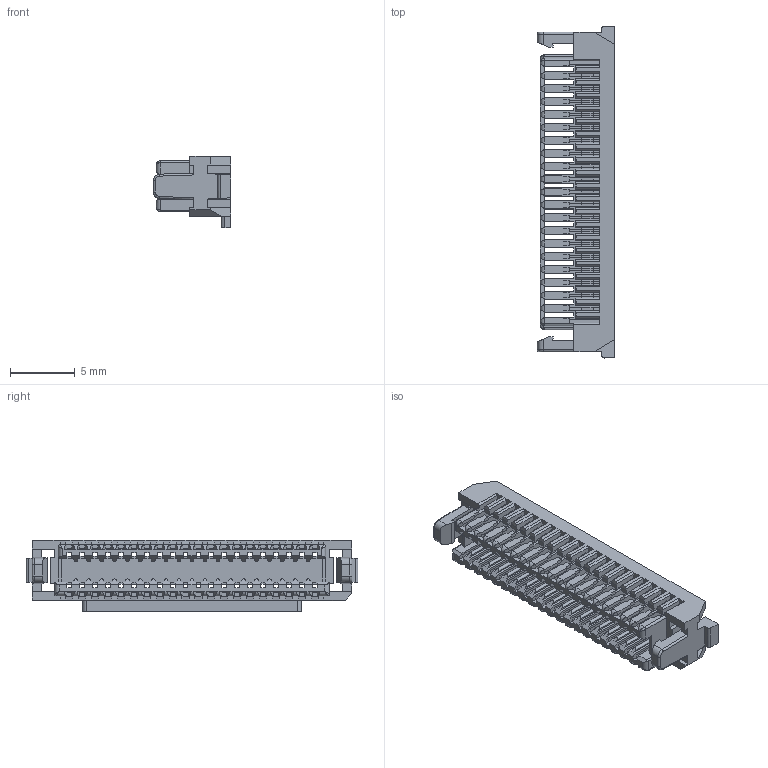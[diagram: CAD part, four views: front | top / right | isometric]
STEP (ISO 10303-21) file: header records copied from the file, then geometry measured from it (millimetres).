
FILE_DESCRIPTION (( 'STEP AP214' ), '1' );
FILE_NAME ('FHG10008-D40M2WHB.STEP', '2025-11-21T02:50:05', ( '' ), ( '' ), 'SwSTEP 2.0', 'SolidWorks 2021', '' );
FILE_SCHEMA (( 'AUTOMOTIVE_DESIGN' ));
Length unit declared in the file: millimetre
Products named in the file (1): FHG10008-D40M2WHB
Bounding box: 6 x 25.71 x 5.51 mm (x, y, z)
Volume: 261.6 mm3; surface area: 1499.4 mm2
Topology: 1 solids, 1 shells, 1835 faces, 5440 edges, 3484 vertices
Faces by surface type: plane 1721, cylinder 104, torus 6, bspline 4
Entity records: 60654 total; most frequent: CARTESIAN_POINT 11924, ORIENTED_EDGE 10880, DIRECTION 9036, EDGE_CURVE 5440, LINE 5220, VECTOR 5220, VERTEX_POINT 3484, AXIS2_PLACEMENT_3D 1908
